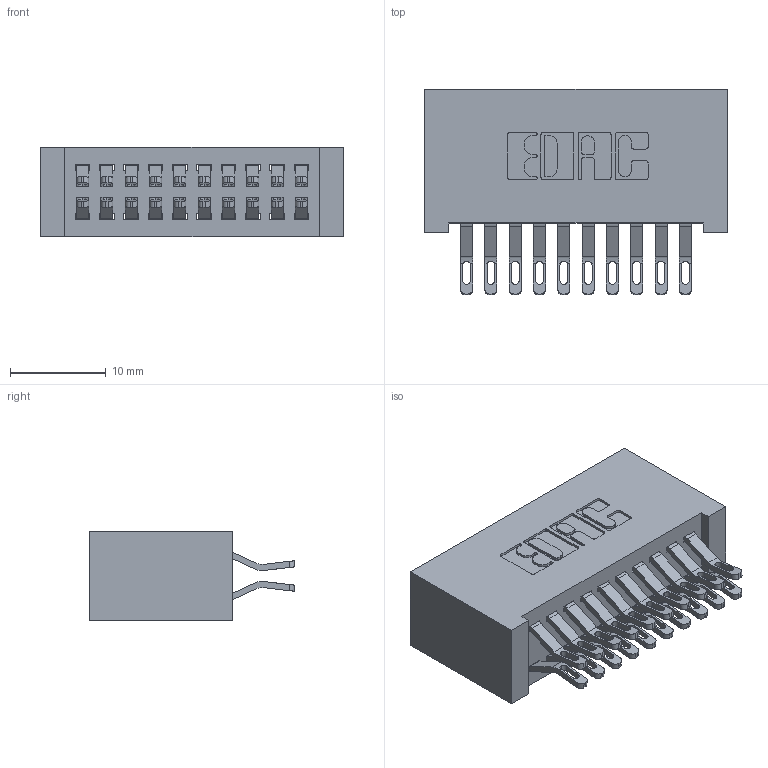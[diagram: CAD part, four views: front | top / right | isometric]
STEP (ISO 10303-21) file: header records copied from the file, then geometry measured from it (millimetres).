
FILE_DESCRIPTION (( 'STEP AP203' ), '1' );
FILE_NAME ('342-020-555-201.STEP', '2018-08-10T23:14:22', ( '' ), ( '' ), 'SwSTEP 2.0', 'SolidWorks 2016', '' );
FILE_SCHEMA (( 'CONFIG_CONTROL_DESIGN' ));
Length unit declared in the file: inch
Products named in the file (3): 345-292-001_555 Tail; 342-020-555-201; 342 Part_Lugless
Assembly tree (21 placements, depth 2):
  342-020-555-201
    342 Part_Lugless
    345-292-001_555 Tail  x20
Bounding box: 31.65 x 21.47 x 9.4 mm (x, y, z)
Volume: 3187.2 mm3; surface area: 5039.3 mm2
Topology: 21 solids, 21 shells, 1262 faces, 3935 edges, 2622 vertices
Faces by surface type: plane 742, cylinder 520
Entity records: 10489 total; most frequent: CARTESIAN_POINT 1808, ORIENTED_EDGE 1714, DIRECTION 1565, EDGE_CURVE 857, LINE 717, VECTOR 717, VERTEX_POINT 570, AXIS2_PLACEMENT_3D 424
